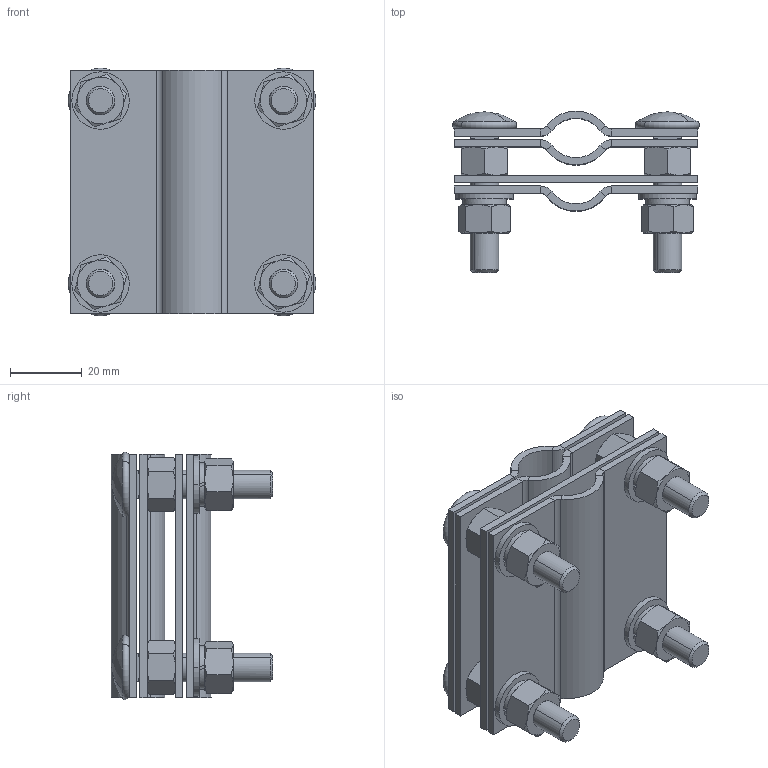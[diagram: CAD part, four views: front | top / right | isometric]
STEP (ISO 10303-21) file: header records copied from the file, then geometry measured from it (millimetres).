
FILE_DESCRIPTION (( 'STEP AP203' ), '1' );
FILE_NAME ('1424 Çàçåìëÿþùèé ñîåäèíèòåëü, Â äî 40 ìì.STEP', '2024-04-24T07:16:59', ( '' ), ( '' ), 'SwSTEP 2.0', 'SolidWorks 2022', '' );
FILE_SCHEMA (( 'CONFIG_CONTROL_DESIGN' ));
Length unit declared in the file: millimetre
Products named in the file (7): hex nut gradec_iso_ISO - 4034 - M8 - N; 0106.001 Пластина; ГОСТ 11371-78_Шайба A.8 ГОСТ 11371-78; ГОСТ 6402-70_Шайба 8Л ГОСТ 6402-70; 0105.001 Пластина; 1424 Заземляющий соединитель, В до 40 мм; square neck bolt 02_iso_ISO 8678-M8x40-34.5-N
Assembly tree (24 placements, depth 2):
  1424 Заземляющий соединитель, В до 40 мм
    0105.001 Пластина  x3
    0106.001 Пластина
    square neck bolt 02_iso_ISO 8678-M8x40-34.5-N  x4
    hex nut gradec_iso_ISO - 4034 - M8 - N  x8
    ГОСТ 6402-70_Шайба 8Л ГОСТ 6402-70  x4
    ГОСТ 11371-78_Шайба A.8 ГОСТ 11371-78  x4
Bounding box: 68.93 x 44.96 x 68.93 mm (x, y, z)
Volume: 55668.8 mm3; surface area: 54023.4 mm2
Topology: 24 solids, 24 shells, 560 faces, 1284 edges, 744 vertices
Faces by surface type: plane 230, cone 156, cylinder 106, bspline 32, torus 28, sphere 8
Entity records: 5518 total; most frequent: CARTESIAN_POINT 1138, DIRECTION 663, ORIENTED_EDGE 642, EDGE_CURVE 321, AXIS2_PLACEMENT_3D 241, VERTEX_POINT 196, VECTOR 181, LINE 181
